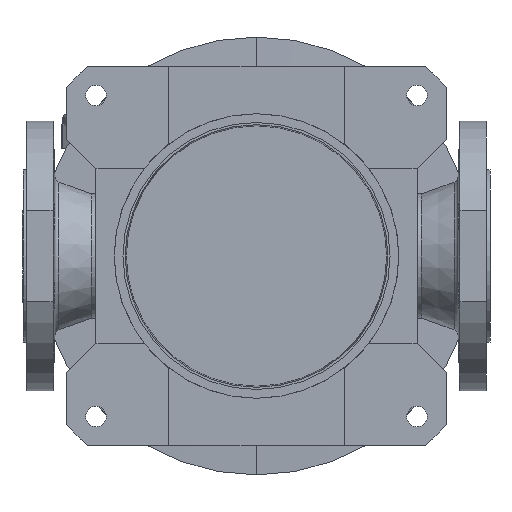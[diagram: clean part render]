
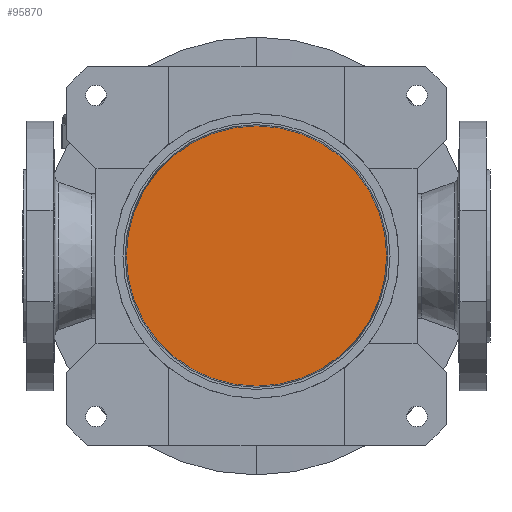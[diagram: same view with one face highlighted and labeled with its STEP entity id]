
A CAD part, front view. The second image highlights one B-rep face of the part: STEP entity #95870.
In plain terms, the highlighted planar face has unit normal (0, -1, 0).
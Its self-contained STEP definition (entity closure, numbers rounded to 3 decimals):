
#1792 = DIRECTION ( 'NONE',  ( 0., 0., -1. ) ) ;
#11739 = CARTESIAN_POINT ( 'NONE',  ( 0., -46., -89.214 ) ) ;
#12989 = CARTESIAN_POINT ( 'NONE',  ( 0., -46., 0. ) ) ;
#17315 = EDGE_CURVE ( 'NONE', #57084, #73523, #34936, .T. ) ;
#25259 = DIRECTION ( 'NONE',  ( 0., 1., 0. ) ) ;
#29536 = DIRECTION ( 'NONE',  ( 0., 1., 0. ) ) ;
#34936 = CIRCLE ( 'NONE', #127470, 89.214 ) ;
#36945 = EDGE_LOOP ( 'NONE', ( #105255, #99853 ) ) ;
#39400 = CARTESIAN_POINT ( 'NONE',  ( 0., -46., 0. ) ) ;
#52492 = PLANE ( 'NONE',  #116940 ) ;
#54877 = CARTESIAN_POINT ( 'NONE',  ( 0., -46., 0. ) ) ;
#57084 = VERTEX_POINT ( 'NONE', #11739 ) ;
#60675 = EDGE_CURVE ( 'NONE', #73523, #57084, #89828, .T. ) ;
#61091 = DIRECTION ( 'NONE',  ( 0., 0., 1. ) ) ;
#73523 = VERTEX_POINT ( 'NONE', #95525 ) ;
#81342 = AXIS2_PLACEMENT_3D ( 'NONE', #39400, #29536, #61091 ) ;
#89828 = CIRCLE ( 'NONE', #81342, 89.214 ) ;
#93336 = DIRECTION ( 'NONE',  ( 0., -1., 0. ) ) ;
#95525 = CARTESIAN_POINT ( 'NONE',  ( 0., -46., 89.214 ) ) ;
#95870 = ADVANCED_FACE ( 'NONE', ( #113089 ), #52492, .T. ) ;
#99853 = ORIENTED_EDGE ( 'NONE', *, *, #60675, .F. ) ;
#102959 = DIRECTION ( 'NONE',  ( 0., 0., 1. ) ) ;
#105255 = ORIENTED_EDGE ( 'NONE', *, *, #17315, .F. ) ;
#113089 = FACE_OUTER_BOUND ( 'NONE', #36945, .T. ) ;
#116940 = AXIS2_PLACEMENT_3D ( 'NONE', #12989, #93336, #1792 ) ;
#127470 = AXIS2_PLACEMENT_3D ( 'NONE', #54877, #25259, #102959 ) ;
